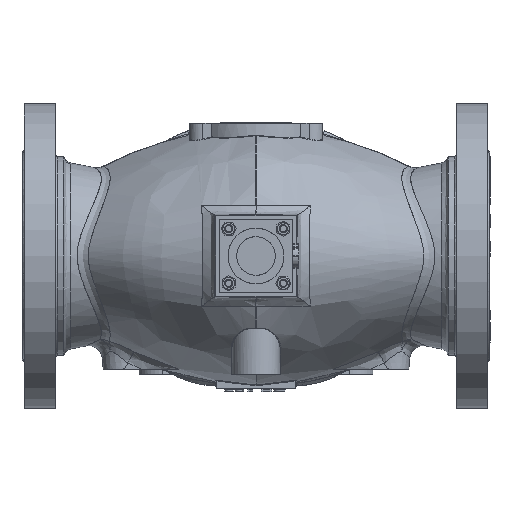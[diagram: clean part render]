
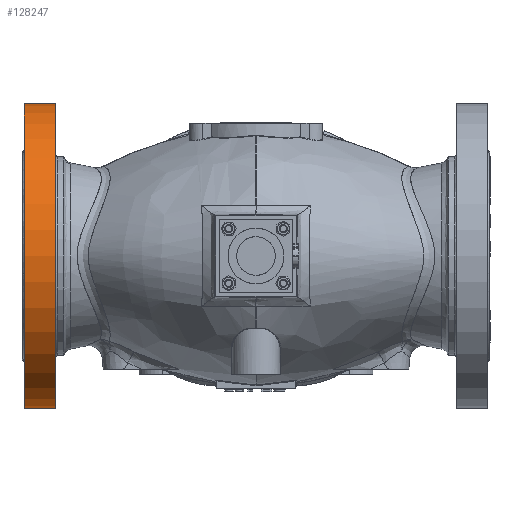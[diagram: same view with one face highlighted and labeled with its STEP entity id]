
A CAD part, front view. The second image highlights one B-rep face of the part: STEP entity #128247.
In plain terms, the highlighted cylindrical face has radius 114.5 mm (diameter 229 mm), a partial arc.
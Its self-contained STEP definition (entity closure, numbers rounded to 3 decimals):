
#1539 = ORIENTED_EDGE ( 'NONE', *, *, #115796, .T. ) ;
#6516 = CARTESIAN_POINT ( 'NONE',  ( -174.4, 0., 114.5 ) ) ;
#6793 = EDGE_LOOP ( 'NONE', ( #118314, #164106, #104385, #1539 ) ) ;
#10753 = DIRECTION ( 'NONE',  ( 0., 0., 1. ) ) ;
#10882 = DIRECTION ( 'NONE',  ( 0., 0., 1. ) ) ;
#11045 = CARTESIAN_POINT ( 'NONE',  ( -151., 0., -114.5 ) ) ;
#13159 = DIRECTION ( 'NONE',  ( 1., 0., 0. ) ) ;
#30432 = DIRECTION ( 'NONE',  ( -1., 0., 0. ) ) ;
#31005 = DIRECTION ( 'NONE',  ( 0., 0., 1. ) ) ;
#48943 = LINE ( 'NONE', #77960, #150646 ) ;
#58843 = AXIS2_PLACEMENT_3D ( 'NONE', #123824, #30432, #31005 ) ;
#60092 = LINE ( 'NONE', #172083, #161818 ) ;
#72185 = EDGE_CURVE ( 'NONE', #152120, #80325, #98214, .T. ) ;
#76196 = AXIS2_PLACEMENT_3D ( 'NONE', #169673, #90244, #10753 ) ;
#77960 = CARTESIAN_POINT ( 'NONE',  ( -140.5, 0., 114.5 ) ) ;
#80325 = VERTEX_POINT ( 'NONE', #101666 ) ;
#87518 = FACE_OUTER_BOUND ( 'NONE', #6793, .T. ) ;
#89439 = VERTEX_POINT ( 'NONE', #133305 ) ;
#90244 = DIRECTION ( 'NONE',  ( -1., 0., 0. ) ) ;
#90368 = DIRECTION ( 'NONE',  ( 1., 0., 0. ) ) ;
#92628 = EDGE_CURVE ( 'NONE', #89439, #152120, #48943, .T. ) ;
#94548 = VERTEX_POINT ( 'NONE', #11045 ) ;
#98214 = CIRCLE ( 'NONE', #109525, 114.5 ) ;
#101666 = CARTESIAN_POINT ( 'NONE',  ( -174.4, 0., -114.5 ) ) ;
#104385 = ORIENTED_EDGE ( 'NONE', *, *, #112288, .T. ) ;
#109525 = AXIS2_PLACEMENT_3D ( 'NONE', #169798, #90368, #10882 ) ;
#112288 = EDGE_CURVE ( 'NONE', #80325, #94548, #60092, .T. ) ;
#115796 = EDGE_CURVE ( 'NONE', #94548, #89439, #126209, .T. ) ;
#118314 = ORIENTED_EDGE ( 'NONE', *, *, #92628, .T. ) ;
#118586 = DIRECTION ( 'NONE',  ( -1., 0., 0. ) ) ;
#118661 = CYLINDRICAL_SURFACE ( 'NONE', #58843, 114.5 ) ;
#123824 = CARTESIAN_POINT ( 'NONE',  ( -140.5, 0., 0. ) ) ;
#126209 = CIRCLE ( 'NONE', #76196, 114.5 ) ;
#128247 = ADVANCED_FACE ( 'NONE', ( #87518 ), #118661, .T. ) ;
#133305 = CARTESIAN_POINT ( 'NONE',  ( -151., 0., 114.5 ) ) ;
#150646 = VECTOR ( 'NONE', #118586, 1000. ) ;
#152120 = VERTEX_POINT ( 'NONE', #6516 ) ;
#161818 = VECTOR ( 'NONE', #13159, 1000. ) ;
#164106 = ORIENTED_EDGE ( 'NONE', *, *, #72185, .T. ) ;
#169673 = CARTESIAN_POINT ( 'NONE',  ( -151., 0., 0. ) ) ;
#169798 = CARTESIAN_POINT ( 'NONE',  ( -174.4, 0., 0. ) ) ;
#172083 = CARTESIAN_POINT ( 'NONE',  ( -140.5, 0., -114.5 ) ) ;
